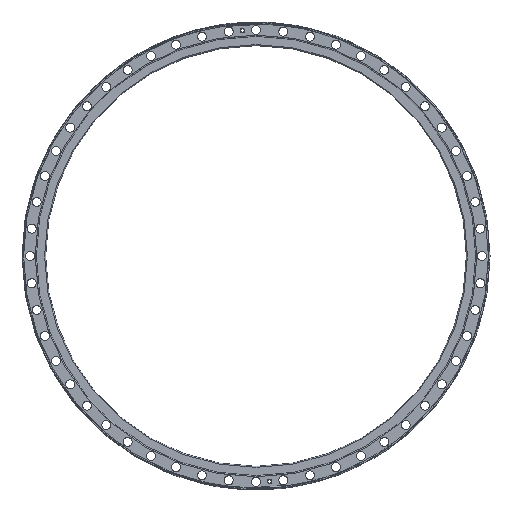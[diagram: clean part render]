
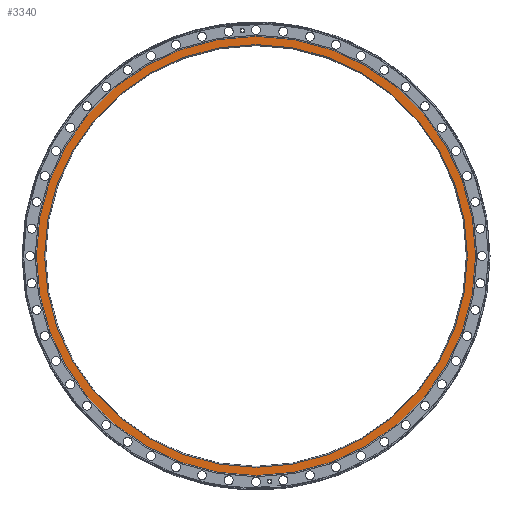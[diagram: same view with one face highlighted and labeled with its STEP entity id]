
A CAD part, top view. The second image highlights one B-rep face of the part: STEP entity #3340.
In plain terms, the highlighted planar face has unit normal (0, 0, 1).
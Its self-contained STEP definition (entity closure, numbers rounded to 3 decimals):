
#82 = DIRECTION ( 'NONE',  ( 1., 0., 0. ) ) ;
#120 = AXIS2_PLACEMENT_3D ( 'NONE', #1826, #4796, #2249 ) ;
#209 = AXIS2_PLACEMENT_3D ( 'NONE', #5178, #2650, #82 ) ;
#306 = DIRECTION ( 'NONE',  ( 0., 0., -1. ) ) ;
#693 = CIRCLE ( 'NONE', #209, 402. ) ;
#787 = CARTESIAN_POINT ( 'NONE',  ( 0., 0., -6.35 ) ) ;
#981 = EDGE_CURVE ( 'NONE', #5264, #2547, #1303, .T. ) ;
#1174 = AXIS2_PLACEMENT_3D ( 'NONE', #4246, #1685, #4668 ) ;
#1207 = CARTESIAN_POINT ( 'NONE',  ( 402., 0., -6.35 ) ) ;
#1221 = DIRECTION ( 'NONE',  ( 1., 0., 0. ) ) ;
#1303 = CIRCLE ( 'NONE', #5311, 417.7 ) ;
#1678 = ORIENTED_EDGE ( 'NONE', *, *, #1700, .T. ) ;
#1685 = DIRECTION ( 'NONE',  ( 0., 0., 1. ) ) ;
#1700 = EDGE_CURVE ( 'NONE', #2547, #5264, #5007, .T. ) ;
#1826 = CARTESIAN_POINT ( 'NONE',  ( 0., 0., -6.35 ) ) ;
#1935 = ORIENTED_EDGE ( 'NONE', *, *, #5447, .F. ) ;
#1975 = CARTESIAN_POINT ( 'NONE',  ( -417.7, 0., -6.35 ) ) ;
#1984 = PLANE ( 'NONE',  #2006 ) ;
#2006 = AXIS2_PLACEMENT_3D ( 'NONE', #2842, #306, #3276 ) ;
#2030 = VERTEX_POINT ( 'NONE', #1207 ) ;
#2123 = FACE_BOUND ( 'NONE', #3312, .T. ) ;
#2249 = DIRECTION ( 'NONE',  ( 1., 0., 0. ) ) ;
#2499 = ORIENTED_EDGE ( 'NONE', *, *, #981, .T. ) ;
#2547 = VERTEX_POINT ( 'NONE', #1975 ) ;
#2650 = DIRECTION ( 'NONE',  ( 0., 0., 1. ) ) ;
#2842 = CARTESIAN_POINT ( 'NONE',  ( 0., 0., -6.35 ) ) ;
#3168 = CARTESIAN_POINT ( 'NONE',  ( -402., 0., -6.35 ) ) ;
#3276 = DIRECTION ( 'NONE',  ( -1., 0., 0. ) ) ;
#3312 = EDGE_LOOP ( 'NONE', ( #5324, #1935 ) ) ;
#3340 = ADVANCED_FACE ( 'NONE', ( #2123, #5525 ), #1984, .F. ) ;
#3756 = CIRCLE ( 'NONE', #1174, 402. ) ;
#3782 = DIRECTION ( 'NONE',  ( 0., 0., 1. ) ) ;
#3785 = CARTESIAN_POINT ( 'NONE',  ( 417.7, 0., -6.35 ) ) ;
#4246 = CARTESIAN_POINT ( 'NONE',  ( 0., 0., -6.35 ) ) ;
#4668 = DIRECTION ( 'NONE',  ( 1., 0., 0. ) ) ;
#4796 = DIRECTION ( 'NONE',  ( 0., 0., 1. ) ) ;
#4982 = VERTEX_POINT ( 'NONE', #3168 ) ;
#5007 = CIRCLE ( 'NONE', #120, 417.7 ) ;
#5178 = CARTESIAN_POINT ( 'NONE',  ( 0., 0., -6.35 ) ) ;
#5264 = VERTEX_POINT ( 'NONE', #3785 ) ;
#5308 = EDGE_CURVE ( 'NONE', #2030, #4982, #3756, .T. ) ;
#5311 = AXIS2_PLACEMENT_3D ( 'NONE', #787, #3782, #1221 ) ;
#5324 = ORIENTED_EDGE ( 'NONE', *, *, #5308, .F. ) ;
#5395 = EDGE_LOOP ( 'NONE', ( #2499, #1678 ) ) ;
#5447 = EDGE_CURVE ( 'NONE', #4982, #2030, #693, .T. ) ;
#5525 = FACE_OUTER_BOUND ( 'NONE', #5395, .T. ) ;
